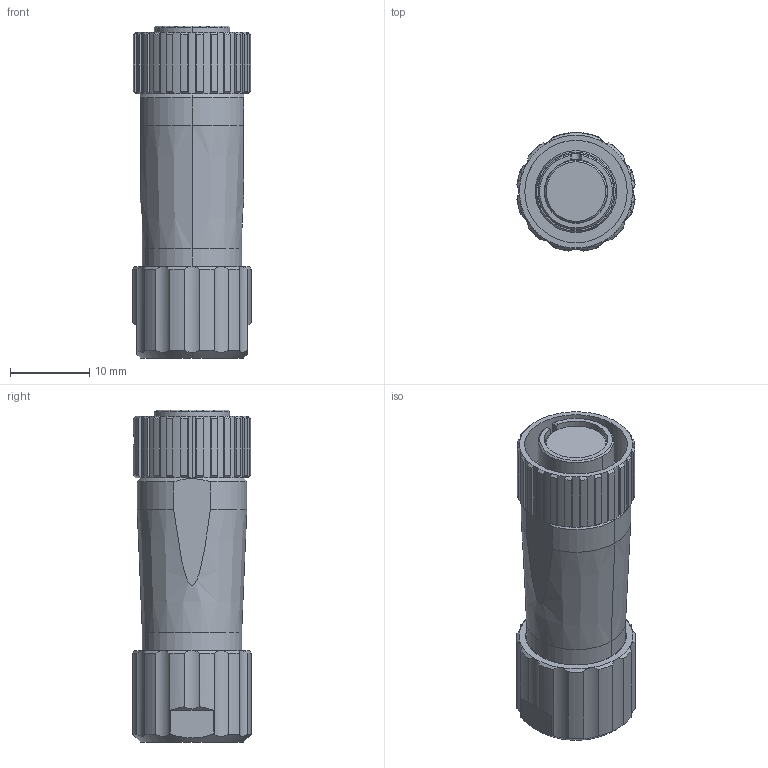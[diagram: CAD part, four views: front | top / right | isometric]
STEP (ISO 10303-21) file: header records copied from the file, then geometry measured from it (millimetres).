
FILE_DESCRIPTION(('CoCreate Modeling STEP Export'),'2;1');
FILE_NAME('LF10WBP-12S(WEB).stp','2014-09-11T17:54:19',(''),(''),'CoCreate Modeling STEP processor for AP214 (Solid Model)','CoCreate Modeling 17.0 01-Apr-2010 (C) Parametric Technology GmbH','');
FILE_SCHEMA(('AUTOMOTIVE_DESIGN { 1 0 10303 214 1 1 1 1 }'));
Length unit declared in the file: millimetre
Products named in the file (1): LF10WBP-12S
Bounding box: 14.87 x 14.87 x 41.8 mm (x, y, z)
Volume: 5838.5 mm3; surface area: 3052.9 mm2
Topology: 1 solids, 1 shells, 227 faces, 542 edges, 325 vertices
Faces by surface type: cylinder 85, plane 72, cone 68, torus 2
Entity records: 9348 total; most frequent: CARTESIAN_POINT 4646, ORIENTED_EDGE 1084, DIRECTION 789, EDGE_CURVE 542, VERTEX_POINT 325, AXIS2_PLACEMENT_3D 305, EDGE_LOOP 235, FACE_OUTER_BOUND 227
